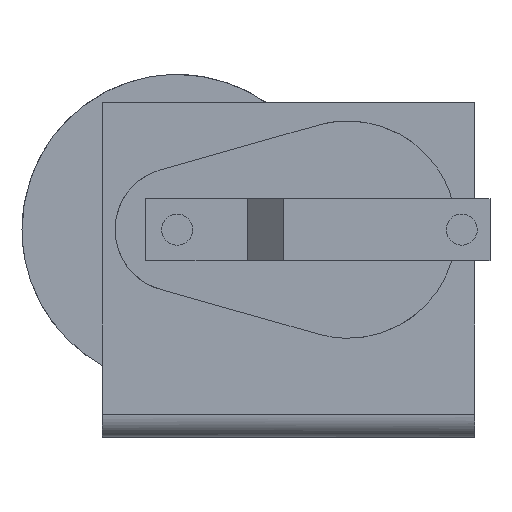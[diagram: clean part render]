
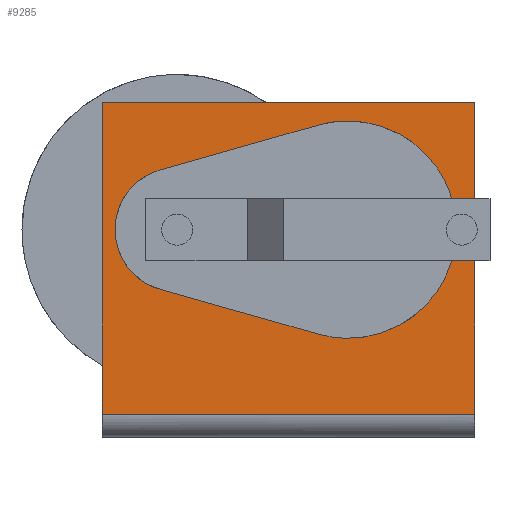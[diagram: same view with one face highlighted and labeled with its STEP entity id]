
A CAD part, front view. The second image highlights one B-rep face of the part: STEP entity #9285.
In plain terms, the highlighted free-form (B-spline) face has degree [1, 1] with [2, 2] control points.
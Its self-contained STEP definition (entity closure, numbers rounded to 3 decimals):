
#9007 = EDGE_CURVE('',#9008,#9010,#9012,.T.);
#9008 = VERTEX_POINT('',#9009);
#9009 = CARTESIAN_POINT('',(648499.533,597717.715,
    1735.722));
#9010 = VERTEX_POINT('',#9011);
#9011 = CARTESIAN_POINT('',(648508.085,597717.715,
    1744.274));
#9012 = B_SPLINE_CURVE_WITH_KNOTS('',3,(#9013,#9014,#9015,#9016,#9017,
    #9018,#9019,#9020,#9021,#9022,#9023,#9024,#9025,#9026,#9027,#9028,
    #9029,#9030),.UNSPECIFIED.,.F.,.F.,(4,2,2,2,2,2,2,2,4),(-90.,-78.75,
    -67.5,-56.25,-45.,-33.75,-22.5,-11.25,0.),.UNSPECIFIED.);
#9013 = CARTESIAN_POINT('',(648499.533,597717.715,
    1735.722));
#9014 = CARTESIAN_POINT('',(648499.533,597717.715,
    1736.226));
#9015 = CARTESIAN_POINT('',(648499.578,597717.715,
    1736.749));
#9016 = CARTESIAN_POINT('',(648499.774,597717.715,
    1737.807));
#9017 = CARTESIAN_POINT('',(648499.925,597717.715,
    1738.343));
#9018 = CARTESIAN_POINT('',(648500.342,597717.715,
    1739.396));
#9019 = CARTESIAN_POINT('',(648500.608,597717.715,
    1739.913));
#9020 = CARTESIAN_POINT('',(648501.247,597717.715,
    1740.89));
#9021 = CARTESIAN_POINT('',(648501.621,597717.715,
    1741.351));
#9022 = CARTESIAN_POINT('',(648502.455,597717.715,
    1742.186));
#9023 = CARTESIAN_POINT('',(648502.917,597717.715,
    1742.56));
#9024 = CARTESIAN_POINT('',(648503.894,597717.715,
    1743.199));
#9025 = CARTESIAN_POINT('',(648504.411,597717.715,
    1743.465));
#9026 = CARTESIAN_POINT('',(648505.463,597717.715,
    1743.882));
#9027 = CARTESIAN_POINT('',(648505.999,597717.715,
    1744.033));
#9028 = CARTESIAN_POINT('',(648507.058,597717.715,
    1744.229));
#9029 = CARTESIAN_POINT('',(648507.581,597717.715,
    1744.274));
#9030 = CARTESIAN_POINT('',(648508.085,597717.715,
    1744.274));
#9086 = VERTEX_POINT('',#9087);
#9087 = CARTESIAN_POINT('',(648508.085,597717.715,
    1727.17));
#9092 = EDGE_CURVE('',#9086,#9008,#9093,.T.);
#9093 = B_SPLINE_CURVE_WITH_KNOTS('',3,(#9094,#9095,#9096,#9097,#9098,
    #9099,#9100,#9101,#9102,#9103,#9104,#9105,#9106,#9107,#9108,#9109,
    #9110,#9111),.UNSPECIFIED.,.F.,.F.,(4,2,2,2,2,2,2,2,4),(-180.,
    -168.75,-157.5,-146.25,-135.,-123.75,-112.5,-101.25,-90.),
  .UNSPECIFIED.);
#9094 = CARTESIAN_POINT('',(648508.085,597717.715,
    1727.17));
#9095 = CARTESIAN_POINT('',(648507.581,597717.715,
    1727.17));
#9096 = CARTESIAN_POINT('',(648507.058,597717.715,
    1727.215));
#9097 = CARTESIAN_POINT('',(648505.999,597717.715,
    1727.411));
#9098 = CARTESIAN_POINT('',(648505.463,597717.715,
    1727.562));
#9099 = CARTESIAN_POINT('',(648504.411,597717.715,
    1727.979));
#9100 = CARTESIAN_POINT('',(648503.894,597717.715,
    1728.245));
#9101 = CARTESIAN_POINT('',(648502.917,597717.715,
    1728.884));
#9102 = CARTESIAN_POINT('',(648502.455,597717.715,
    1729.258));
#9103 = CARTESIAN_POINT('',(648501.621,597717.715,
    1730.092));
#9104 = CARTESIAN_POINT('',(648501.247,597717.715,
    1730.554));
#9105 = CARTESIAN_POINT('',(648500.608,597717.715,
    1731.531));
#9106 = CARTESIAN_POINT('',(648500.342,597717.715,
    1732.048));
#9107 = CARTESIAN_POINT('',(648499.925,597717.715,
    1733.1));
#9108 = CARTESIAN_POINT('',(648499.774,597717.715,
    1733.636));
#9109 = CARTESIAN_POINT('',(648499.578,597717.715,
    1734.695));
#9110 = CARTESIAN_POINT('',(648499.533,597717.715,
    1735.218));
#9111 = CARTESIAN_POINT('',(648499.533,597717.715,
    1735.722));
#9180 = EDGE_CURVE('',#9010,#9181,#9183,.T.);
#9181 = VERTEX_POINT('',#9182);
#9182 = CARTESIAN_POINT('',(648516.637,597717.715,
    1735.722));
#9183 = B_SPLINE_CURVE_WITH_KNOTS('',3,(#9184,#9185,#9186,#9187,#9188,
    #9189,#9190,#9191,#9192,#9193,#9194,#9195,#9196,#9197,#9198,#9199,
    #9200,#9201),.UNSPECIFIED.,.F.,.F.,(4,2,2,2,2,2,2,2,4),(0.,45.,90.,
    135.,180.,225.,270.,315.,360.),.UNSPECIFIED.);
#9184 = CARTESIAN_POINT('',(648508.085,597717.715,
    1744.274));
#9185 = CARTESIAN_POINT('',(648508.589,597717.715,
    1744.274));
#9186 = CARTESIAN_POINT('',(648509.112,597717.715,
    1744.229));
#9187 = CARTESIAN_POINT('',(648510.17,597717.715,
    1744.033));
#9188 = CARTESIAN_POINT('',(648510.706,597717.715,
    1743.882));
#9189 = CARTESIAN_POINT('',(648511.759,597717.715,
    1743.465));
#9190 = CARTESIAN_POINT('',(648512.276,597717.715,
    1743.199));
#9191 = CARTESIAN_POINT('',(648513.253,597717.715,
    1742.56));
#9192 = CARTESIAN_POINT('',(648513.714,597717.715,
    1742.186));
#9193 = CARTESIAN_POINT('',(648514.549,597717.715,
    1741.351));
#9194 = CARTESIAN_POINT('',(648514.923,597717.715,
    1740.89));
#9195 = CARTESIAN_POINT('',(648515.562,597717.715,
    1739.913));
#9196 = CARTESIAN_POINT('',(648515.828,597717.715,
    1739.396));
#9197 = CARTESIAN_POINT('',(648516.245,597717.715,
    1738.343));
#9198 = CARTESIAN_POINT('',(648516.396,597717.715,
    1737.807));
#9199 = CARTESIAN_POINT('',(648516.592,597717.715,
    1736.749));
#9200 = CARTESIAN_POINT('',(648516.637,597717.715,
    1736.226));
#9201 = CARTESIAN_POINT('',(648516.637,597717.715,
    1735.722));
#9203 = EDGE_CURVE('',#9181,#9086,#9204,.T.);
#9204 = B_SPLINE_CURVE_WITH_KNOTS('',3,(#9205,#9206,#9207,#9208,#9209,
    #9210,#9211,#9212,#9213,#9214,#9215,#9216,#9217,#9218,#9219,#9220,
    #9221,#9222),.UNSPECIFIED.,.F.,.F.,(4,2,2,2,2,2,2,2,4),(-270.,
    -258.75,-247.5,-236.25,-225.,-213.75,-202.5,-191.25,-180.),
  .UNSPECIFIED.);
#9205 = CARTESIAN_POINT('',(648516.637,597717.715,
    1735.722));
#9206 = CARTESIAN_POINT('',(648516.637,597717.715,
    1735.218));
#9207 = CARTESIAN_POINT('',(648516.592,597717.715,
    1734.695));
#9208 = CARTESIAN_POINT('',(648516.396,597717.715,
    1733.636));
#9209 = CARTESIAN_POINT('',(648516.245,597717.715,
    1733.1));
#9210 = CARTESIAN_POINT('',(648515.828,597717.715,
    1732.048));
#9211 = CARTESIAN_POINT('',(648515.562,597717.715,
    1731.531));
#9212 = CARTESIAN_POINT('',(648514.923,597717.715,
    1730.554));
#9213 = CARTESIAN_POINT('',(648514.549,597717.715,
    1730.092));
#9214 = CARTESIAN_POINT('',(648513.714,597717.715,
    1729.258));
#9215 = CARTESIAN_POINT('',(648513.253,597717.715,
    1728.884));
#9216 = CARTESIAN_POINT('',(648512.276,597717.715,
    1728.245));
#9217 = CARTESIAN_POINT('',(648511.759,597717.715,
    1727.979));
#9218 = CARTESIAN_POINT('',(648510.706,597717.715,
    1727.562));
#9219 = CARTESIAN_POINT('',(648510.17,597717.715,
    1727.411));
#9220 = CARTESIAN_POINT('',(648509.112,597717.715,
    1727.215));
#9221 = CARTESIAN_POINT('',(648508.589,597717.715,
    1727.17));
#9222 = CARTESIAN_POINT('',(648508.085,597717.715,
    1727.17));
#9285 = ADVANCED_FACE('',(#9286,#9292),#9322,.T.);
#9286 = FACE_BOUND('',#9287,.T.);
#9287 = EDGE_LOOP('',(#9288,#9289,#9290,#9291));
#9288 = ORIENTED_EDGE('',*,*,#9092,.T.);
#9289 = ORIENTED_EDGE('',*,*,#9007,.T.);
#9290 = ORIENTED_EDGE('',*,*,#9180,.T.);
#9291 = ORIENTED_EDGE('',*,*,#9203,.T.);
#9292 = FACE_BOUND('',#9293,.T.);
#9293 = EDGE_LOOP('',(#9294,#9303,#9310,#9317));
#9294 = ORIENTED_EDGE('',*,*,#9295,.T.);
#9295 = EDGE_CURVE('',#9296,#9298,#9300,.T.);
#9296 = VERTEX_POINT('',#9297);
#9297 = CARTESIAN_POINT('',(648467.037,597717.715,
    1805.846));
#9298 = VERTEX_POINT('',#9299);
#9299 = CARTESIAN_POINT('',(648467.037,597717.715,
    1633.957));
#9300 = B_SPLINE_CURVE_WITH_KNOTS('',1,(#9301,#9302),.UNSPECIFIED.,.F.,
  .F.,(2,2),(0.,1.),.PIECEWISE_BEZIER_KNOTS.);
#9301 = CARTESIAN_POINT('',(648467.037,597717.715,
    1805.846));
#9302 = CARTESIAN_POINT('',(648467.037,597717.715,
    1633.957));
#9303 = ORIENTED_EDGE('',*,*,#9304,.T.);
#9304 = EDGE_CURVE('',#9298,#9305,#9307,.T.);
#9305 = VERTEX_POINT('',#9306);
#9306 = CARTESIAN_POINT('',(648672.277,597717.715,
    1633.957));
#9307 = B_SPLINE_CURVE_WITH_KNOTS('',1,(#9308,#9309),.UNSPECIFIED.,.F.,
  .F.,(2,2),(0.,1.),.PIECEWISE_BEZIER_KNOTS.);
#9308 = CARTESIAN_POINT('',(648467.037,597717.715,
    1633.957));
#9309 = CARTESIAN_POINT('',(648672.277,597717.715,
    1633.957));
#9310 = ORIENTED_EDGE('',*,*,#9311,.T.);
#9311 = EDGE_CURVE('',#9305,#9312,#9314,.T.);
#9312 = VERTEX_POINT('',#9313);
#9313 = CARTESIAN_POINT('',(648672.277,597717.715,
    1805.846));
#9314 = B_SPLINE_CURVE_WITH_KNOTS('',1,(#9315,#9316),.UNSPECIFIED.,.F.,
  .F.,(2,2),(0.,1.),.PIECEWISE_BEZIER_KNOTS.);
#9315 = CARTESIAN_POINT('',(648672.277,597717.715,
    1633.957));
#9316 = CARTESIAN_POINT('',(648672.277,597717.715,
    1805.846));
#9317 = ORIENTED_EDGE('',*,*,#9318,.T.);
#9318 = EDGE_CURVE('',#9312,#9296,#9319,.T.);
#9319 = B_SPLINE_CURVE_WITH_KNOTS('',1,(#9320,#9321),.UNSPECIFIED.,.F.,
  .F.,(2,2),(0.,1.),.PIECEWISE_BEZIER_KNOTS.);
#9320 = CARTESIAN_POINT('',(648672.277,597717.715,
    1805.846));
#9321 = CARTESIAN_POINT('',(648467.037,597717.715,
    1805.846));
#9322 = B_SPLINE_SURFACE_WITH_KNOTS('',1,1,(
    (#9323,#9324)
    ,(#9325,#9326
    )),.UNSPECIFIED.,.F.,.F.,.F.,(2,2),(2,2),(-0.124,
    6.303),(-0.104,5.279),
  .PIECEWISE_BEZIER_KNOTS.);
#9323 = CARTESIAN_POINT('',(648462.932,597717.715,
    1630.519));
#9324 = CARTESIAN_POINT('',(648462.932,597717.715,
    1809.283));
#9325 = CARTESIAN_POINT('',(648676.382,597717.715,
    1630.519));
#9326 = CARTESIAN_POINT('',(648676.382,597717.715,
    1809.283));
